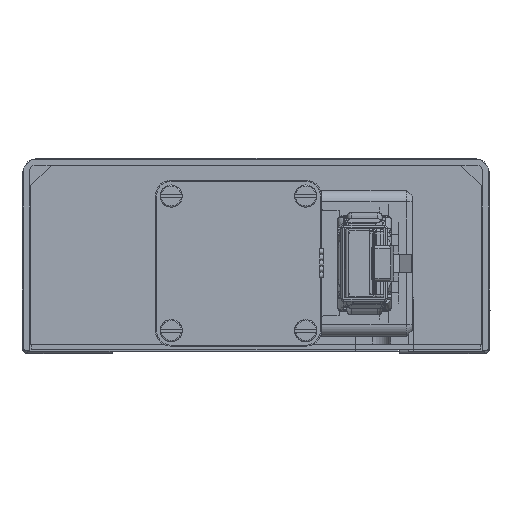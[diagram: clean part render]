
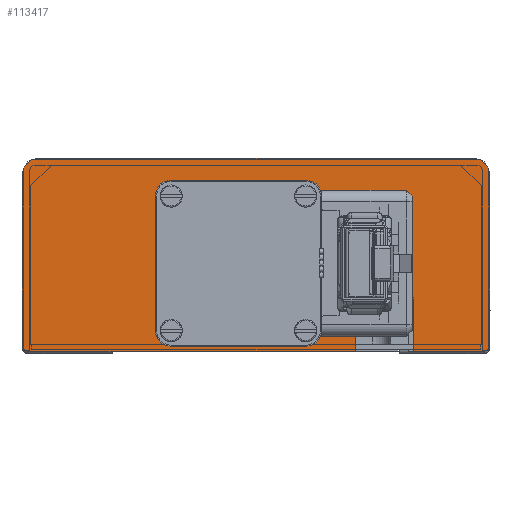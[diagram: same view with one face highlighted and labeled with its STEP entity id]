
A CAD part, front view. The second image highlights one B-rep face of the part: STEP entity #113417.
In plain terms, the highlighted face is planar.
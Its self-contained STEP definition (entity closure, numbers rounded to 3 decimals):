
#4323=CIRCLE('',#155741,1.);
#4325=CIRCLE('',#155744,1.);
#4339=CIRCLE('',#155771,5.);
#4341=CIRCLE('',#155780,3.);
#4347=CIRCLE('',#155789,3.);
#4357=CIRCLE('',#155838,11.);
#9248=ORIENTED_EDGE('',*,*,#41927,.F.);
#9249=ORIENTED_EDGE('',*,*,#41770,.T.);
#9250=ORIENTED_EDGE('',*,*,#41926,.F.);
#9251=ORIENTED_EDGE('',*,*,#41850,.T.);
#9252=ORIENTED_EDGE('',*,*,#41930,.F.);
#9253=ORIENTED_EDGE('',*,*,#41862,.T.);
#9254=ORIENTED_EDGE('',*,*,#41925,.F.);
#9255=ORIENTED_EDGE('',*,*,#41766,.T.);
#9256=ORIENTED_EDGE('',*,*,#41953,.F.);
#9257=ORIENTED_EDGE('',*,*,#41826,.F.);
#9258=ORIENTED_EDGE('',*,*,#41823,.F.);
#9259=ORIENTED_EDGE('',*,*,#41820,.F.);
#9260=ORIENTED_EDGE('',*,*,#41954,.T.);
#41766=EDGE_CURVE('',#58417,#58416,#4323,.T.);
#41770=EDGE_CURVE('',#58421,#58420,#4325,.T.);
#41820=EDGE_CURVE('',#58464,#58465,#69744,.T.);
#41823=EDGE_CURVE('',#58465,#58467,#4339,.T.);
#41826=EDGE_CURVE('',#58467,#58469,#69748,.T.);
#41850=EDGE_CURVE('',#58485,#58484,#4341,.T.);
#41862=EDGE_CURVE('',#58497,#58496,#4347,.T.);
#41925=EDGE_CURVE('',#58417,#58496,#69836,.T.);
#41926=EDGE_CURVE('',#58485,#58420,#69837,.T.);
#41927=EDGE_CURVE('',#58421,#58464,#69838,.T.);
#41930=EDGE_CURVE('',#58497,#58484,#69841,.T.);
#41953=EDGE_CURVE('',#58469,#58416,#69858,.T.);
#41954=EDGE_CURVE('',#58527,#58527,#4357,.T.);
#58416=VERTEX_POINT('',#195872);
#58417=VERTEX_POINT('',#195874);
#58420=VERTEX_POINT('',#195881);
#58421=VERTEX_POINT('',#195883);
#58464=VERTEX_POINT('',#195997);
#58465=VERTEX_POINT('',#195999);
#58467=VERTEX_POINT('',#196005);
#58469=VERTEX_POINT('',#196011);
#58484=VERTEX_POINT('',#196055);
#58485=VERTEX_POINT('',#196057);
#58496=VERTEX_POINT('',#196082);
#58497=VERTEX_POINT('',#196084);
#58527=VERTEX_POINT('',#196245);
#69744=LINE('',#195998,#82561);
#69748=LINE('',#196010,#82565);
#69836=LINE('',#196186,#82653);
#69837=LINE('',#196189,#82654);
#69838=LINE('',#196191,#82655);
#69841=LINE('',#196199,#82658);
#69858=LINE('',#196242,#82675);
#82561=VECTOR('',#165834,1000.);
#82565=VECTOR('',#165846,1000.);
#82653=VECTOR('',#166010,1000.);
#82654=VECTOR('',#166015,1000.);
#82655=VECTOR('',#166018,1000.);
#82658=VECTOR('',#166031,1000.);
#82675=VECTOR('',#166084,1000.);
#95161=EDGE_LOOP('',(#9248,#9249,#9250,#9251,#9252,#9253,#9254,#9255,#9256,
#9257,#9258,#9259));
#95162=EDGE_LOOP('',(#9260));
#102218=FACE_BOUND('',#95161,.T.);
#102219=FACE_BOUND('',#95162,.T.);
#108934=PLANE('',#155837);
#113417=ADVANCED_FACE('',(#102218,#102219),#108934,.F.);
#155741=AXIS2_PLACEMENT_3D('',#195873,#165741,#165742);
#155744=AXIS2_PLACEMENT_3D('',#195882,#165749,#165750);
#155771=AXIS2_PLACEMENT_3D('',#196004,#165840,#165841);
#155780=AXIS2_PLACEMENT_3D('',#196056,#165883,#165884);
#155789=AXIS2_PLACEMENT_3D('',#196083,#165907,#165908);
#155837=AXIS2_PLACEMENT_3D('',#196243,#166085,#166086);
#155838=AXIS2_PLACEMENT_3D('',#196244,#166087,#166088);
#165741=DIRECTION('',(0.,0.,1.));
#165742=DIRECTION('',(-1.,0.,0.));
#165749=DIRECTION('',(0.,0.,1.));
#165750=DIRECTION('',(-1.,0.,0.));
#165834=DIRECTION('',(0.,1.,0.));
#165840=DIRECTION('',(0.,0.,1.));
#165841=DIRECTION('',(-1.,0.,0.));
#165846=DIRECTION('',(0.,-1.,0.));
#165883=DIRECTION('',(0.,0.,1.));
#165884=DIRECTION('',(-1.,0.,0.));
#165907=DIRECTION('',(0.,0.,1.));
#165908=DIRECTION('',(-1.,0.,0.));
#166010=DIRECTION('',(0.,1.,0.));
#166015=DIRECTION('',(0.,-1.,0.));
#166018=DIRECTION('',(-1.,0.,0.));
#166031=DIRECTION('',(1.,0.,0.));
#166084=DIRECTION('',(-1.,0.,0.));
#166085=DIRECTION('',(0.,0.,-1.));
#166086=DIRECTION('',(-1.,0.,0.));
#166087=DIRECTION('',(0.,0.,-1.));
#166088=DIRECTION('',(-1.,0.,0.));
#195872=CARTESIAN_POINT('',(-39.,0.5,453.));
#195873=CARTESIAN_POINT('',(-39.,1.5,453.));
#195874=CARTESIAN_POINT('',(-40.,1.5,453.));
#195881=CARTESIAN_POINT('',(40.,1.5,453.));
#195882=CARTESIAN_POINT('',(39.,1.5,453.));
#195883=CARTESIAN_POINT('',(39.,0.5,453.));
#195997=CARTESIAN_POINT('',(27.,0.5,453.));
#195998=CARTESIAN_POINT('',(27.,0.5,453.));
#195999=CARTESIAN_POINT('',(27.,8.5,453.));
#196004=CARTESIAN_POINT('',(22.,8.5,453.));
#196005=CARTESIAN_POINT('',(17.,8.5,453.));
#196010=CARTESIAN_POINT('',(17.,0.5,453.));
#196011=CARTESIAN_POINT('',(17.,0.5,453.));
#196055=CARTESIAN_POINT('',(37.,33.5,453.));
#196056=CARTESIAN_POINT('',(37.,30.5,453.));
#196057=CARTESIAN_POINT('',(40.,30.5,453.));
#196082=CARTESIAN_POINT('',(-40.,30.5,453.));
#196083=CARTESIAN_POINT('',(-37.,30.5,453.));
#196084=CARTESIAN_POINT('',(-37.,33.5,453.));
#196186=CARTESIAN_POINT('',(-40.,0.5,453.));
#196189=CARTESIAN_POINT('',(40.,0.5,453.));
#196191=CARTESIAN_POINT('',(-40.,0.5,453.));
#196199=CARTESIAN_POINT('',(-40.,33.5,453.));
#196242=CARTESIAN_POINT('',(-40.,0.5,453.));
#196243=CARTESIAN_POINT('',(-40.,0.5,453.));
#196244=CARTESIAN_POINT('',(-3.,15.5,453.));
#196245=CARTESIAN_POINT('',(-14.,15.5,453.));
